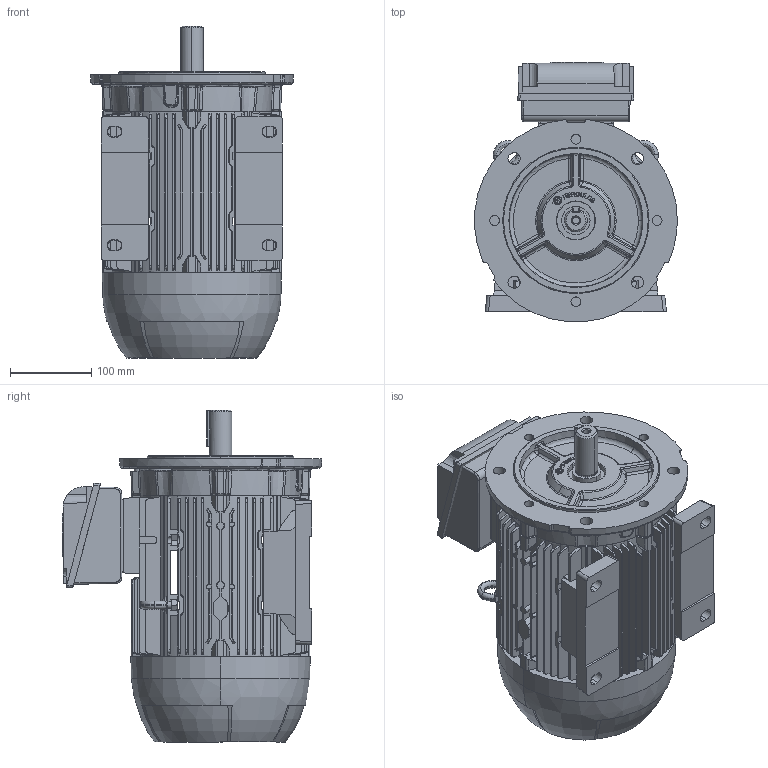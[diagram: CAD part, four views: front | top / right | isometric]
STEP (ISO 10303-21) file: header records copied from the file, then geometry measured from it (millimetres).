
FILE_DESCRIPTION (( 'STEP AP203' ), '1' );
FILE_NAME ('112S_CP_FF_TOP.STEP', '2022-06-28T20:02:15', ( '' ), ( '' ), 'SwSTEP 2.0', 'SolidWorks 2020', '' );
FILE_SCHEMA (( 'CONFIG_CONTROL_DESIGN' ));
Length unit declared in the file: millimetre
Products named in the file (1): 112S_CP_FF_TOP
Bounding box: 249.52 x 319.16 x 408.5 mm (x, y, z)
Surface area: 752953.8 mm2 (no closed solid volume)
Topology: 0 solids, 18 shells, 1887 faces, 5867 edges, 3925 vertices
Faces by surface type: plane 934, cylinder 418, cone 227, bspline 205, torus 102, sphere 1
Entity records: 74582 total; most frequent: CARTESIAN_POINT 27391, ORIENTED_EDGE 10302, DIRECTION 8561, EDGE_CURVE 5825, VERTEX_POINT 3925, LINE 3019, VECTOR 3019, AXIS2_PLACEMENT_3D 2771
